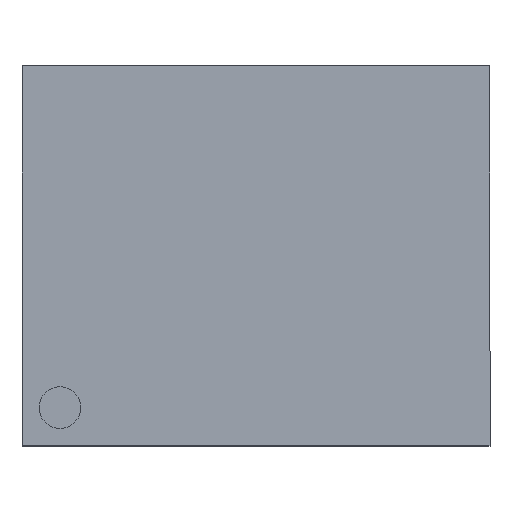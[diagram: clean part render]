
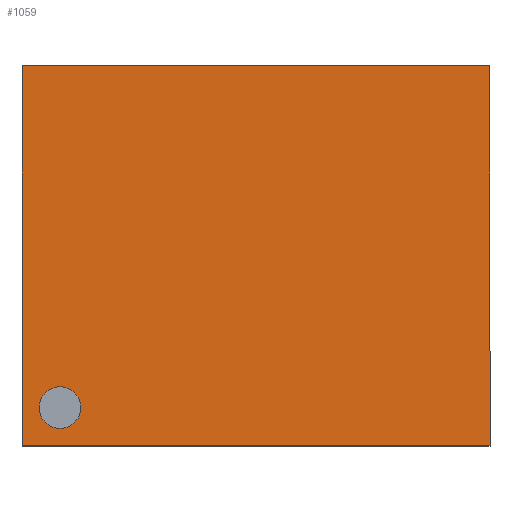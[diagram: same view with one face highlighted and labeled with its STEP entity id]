
A CAD part, top view. The second image highlights one B-rep face of the part: STEP entity #1059.
In plain terms, the highlighted planar face has unit normal (0, 0, 1).
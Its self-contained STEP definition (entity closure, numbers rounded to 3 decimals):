
#13 = AXIS2_PLACEMENT_3D ( 'NONE', #1199, #1148, #676 ) ;
#18 = VERTEX_POINT ( 'NONE', #300 ) ;
#32 = CARTESIAN_POINT ( 'NONE',  ( -0.7, -6.2, 15.3 ) ) ;
#64 = LINE ( 'NONE', #242, #1154 ) ;
#84 = ORIENTED_EDGE ( 'NONE', *, *, #540, .T. ) ;
#98 = DIRECTION ( 'NONE',  ( 1., 0., 0. ) ) ;
#105 = DIRECTION ( 'NONE',  ( 0., 0., -1. ) ) ;
#144 = CARTESIAN_POINT ( 'NONE',  ( -1.4, -7.75, 15.3 ) ) ;
#147 = CARTESIAN_POINT ( 'NONE',  ( -1.4, -7.75, 15.3 ) ) ;
#220 = AXIS2_PLACEMENT_3D ( 'NONE', #935, #105, #632 ) ;
#242 = CARTESIAN_POINT ( 'NONE',  ( -1.4, 7.75, 15.3 ) ) ;
#255 = ORIENTED_EDGE ( 'NONE', *, *, #936, .T. ) ;
#266 = DIRECTION ( 'NONE',  ( 0., 0., 1. ) ) ;
#277 = VECTOR ( 'NONE', #326, 1000. ) ;
#289 = VERTEX_POINT ( 'NONE', #32 ) ;
#297 = ORIENTED_EDGE ( 'NONE', *, *, #711, .T. ) ;
#300 = CARTESIAN_POINT ( 'NONE',  ( -1.4, 7.75, 15.3 ) ) ;
#326 = DIRECTION ( 'NONE',  ( -1., 0., 0. ) ) ;
#411 = AXIS2_PLACEMENT_3D ( 'NONE', #821, #266, #98 ) ;
#417 = CARTESIAN_POINT ( 'NONE',  ( -1.4, 7.75, 15.3 ) ) ;
#478 = CIRCLE ( 'NONE', #220, 0.85 ) ;
#479 = CARTESIAN_POINT ( 'NONE',  ( 17.7, 7.75, 15.3 ) ) ;
#516 = DIRECTION ( 'NONE',  ( 1., 0., 0. ) ) ;
#540 = EDGE_CURVE ( 'NONE', #928, #1050, #707, .T. ) ;
#548 = VERTEX_POINT ( 'NONE', #606 ) ;
#564 = ORIENTED_EDGE ( 'NONE', *, *, #783, .T. ) ;
#565 = DIRECTION ( 'NONE',  ( 0., 1., 0. ) ) ;
#606 = CARTESIAN_POINT ( 'NONE',  ( 1., -6.2, 15.3 ) ) ;
#617 = DIRECTION ( 'NONE',  ( 0., -1., 0. ) ) ;
#623 = FACE_OUTER_BOUND ( 'NONE', #903, .T. ) ;
#632 = DIRECTION ( 'NONE',  ( 1., 0., 0. ) ) ;
#648 = CARTESIAN_POINT ( 'NONE',  ( 17.7, -7.75, 15.3 ) ) ;
#676 = DIRECTION ( 'NONE',  ( 1., 0., 0. ) ) ;
#682 = LINE ( 'NONE', #479, #764 ) ;
#706 = VERTEX_POINT ( 'NONE', #832 ) ;
#707 = LINE ( 'NONE', #144, #1108 ) ;
#711 = EDGE_CURVE ( 'NONE', #548, #289, #478, .T. ) ;
#723 = CIRCLE ( 'NONE', #13, 0.85 ) ;
#738 = EDGE_LOOP ( 'NONE', ( #564, #297 ) ) ;
#764 = VECTOR ( 'NONE', #565, 1000. ) ;
#783 = EDGE_CURVE ( 'NONE', #289, #548, #723, .T. ) ;
#821 = CARTESIAN_POINT ( 'NONE',  ( 0., 0., 15.3 ) ) ;
#832 = CARTESIAN_POINT ( 'NONE',  ( 17.7, 7.75, 15.3 ) ) ;
#853 = ORIENTED_EDGE ( 'NONE', *, *, #954, .T. ) ;
#866 = EDGE_CURVE ( 'NONE', #1050, #706, #682, .T. ) ;
#878 = LINE ( 'NONE', #417, #277 ) ;
#903 = EDGE_LOOP ( 'NONE', ( #255, #84, #942, #853 ) ) ;
#911 = FACE_BOUND ( 'NONE', #738, .T. ) ;
#928 = VERTEX_POINT ( 'NONE', #147 ) ;
#929 = PLANE ( 'NONE',  #411 ) ;
#935 = CARTESIAN_POINT ( 'NONE',  ( 0.15, -6.2, 15.3 ) ) ;
#936 = EDGE_CURVE ( 'NONE', #18, #928, #64, .T. ) ;
#942 = ORIENTED_EDGE ( 'NONE', *, *, #866, .T. ) ;
#954 = EDGE_CURVE ( 'NONE', #706, #18, #878, .T. ) ;
#1050 = VERTEX_POINT ( 'NONE', #648 ) ;
#1059 = ADVANCED_FACE ( 'NONE', ( #911, #623 ), #929, .T. ) ;
#1108 = VECTOR ( 'NONE', #516, 1000. ) ;
#1148 = DIRECTION ( 'NONE',  ( 0., 0., -1. ) ) ;
#1154 = VECTOR ( 'NONE', #617, 1000. ) ;
#1199 = CARTESIAN_POINT ( 'NONE',  ( 0.15, -6.2, 15.3 ) ) ;
